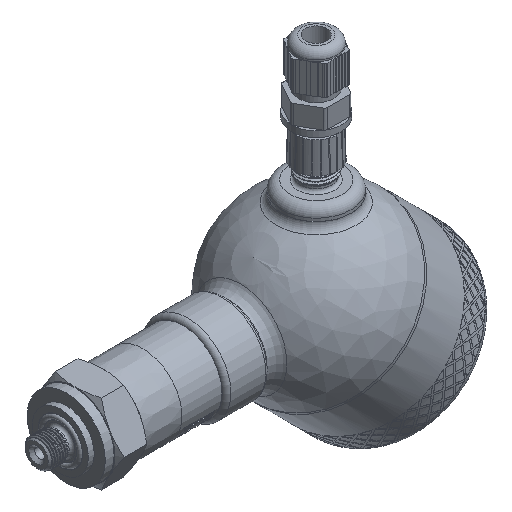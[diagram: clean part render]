
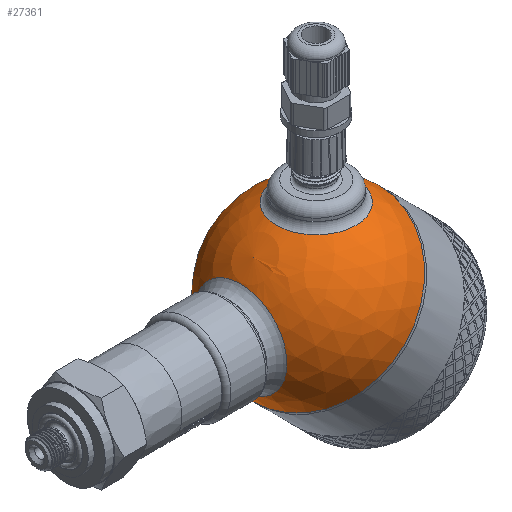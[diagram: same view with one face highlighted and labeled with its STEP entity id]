
A CAD part, isometric view. The second image highlights one B-rep face of the part: STEP entity #27361.
In plain terms, the highlighted spherical face has radius 30 mm.
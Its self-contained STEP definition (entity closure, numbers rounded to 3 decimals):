
#65=SPHERICAL_SURFACE('',#29041,30.);
#1095=FACE_BOUND('',#3846,.T.);
#1096=FACE_BOUND('',#3847,.T.);
#2099=FACE_OUTER_BOUND('',#3845,.T.);
#3845=EDGE_LOOP('',(#19777,#19778,#19779,#19780));
#3846=EDGE_LOOP('',(#19781));
#3847=EDGE_LOOP('',(#19782));
#5507=CIRCLE('',#28964,30.);
#5508=CIRCLE('',#28965,30.);
#5535=CIRCLE('',#29037,13.5);
#5538=CIRCLE('',#29042,30.);
#5539=CIRCLE('',#29043,15.643);
#10905=VERTEX_POINT('',#37755);
#10906=VERTEX_POINT('',#37757);
#11381=VERTEX_POINT('',#43819);
#11383=VERTEX_POINT('',#43826);
#11384=VERTEX_POINT('',#43828);
#13834=EDGE_CURVE('',#10905,#10906,#5507,.T.);
#13835=EDGE_CURVE('',#10906,#10905,#5508,.T.);
#14550=EDGE_CURVE('',#11381,#11381,#5535,.T.);
#14553=EDGE_CURVE('',#10906,#11383,#5538,.T.);
#14554=EDGE_CURVE('',#11384,#11384,#5539,.T.);
#19777=ORIENTED_EDGE('',*,*,#13835,.F.);
#19778=ORIENTED_EDGE('',*,*,#14553,.T.);
#19779=ORIENTED_EDGE('',*,*,#14553,.F.);
#19780=ORIENTED_EDGE('',*,*,#13834,.F.);
#19781=ORIENTED_EDGE('',*,*,#14554,.F.);
#19782=ORIENTED_EDGE('',*,*,#14550,.F.);
#27361=ADVANCED_FACE('',(#2099,#1095,#1096),#65,.T.);
#28964=AXIS2_PLACEMENT_3D('',#37758,#30500,#30501);
#28965=AXIS2_PLACEMENT_3D('',#37759,#30502,#30503);
#29037=AXIS2_PLACEMENT_3D('',#43820,#30898,#30899);
#29041=AXIS2_PLACEMENT_3D('',#43825,#30906,#30907);
#29042=AXIS2_PLACEMENT_3D('',#43827,#30908,#30909);
#29043=AXIS2_PLACEMENT_3D('',#43829,#30910,#30911);
#30500=DIRECTION('center_axis',(1.,0.,0.));
#30501=DIRECTION('ref_axis',(0.,1.,0.));
#30502=DIRECTION('center_axis',(1.,0.,0.));
#30503=DIRECTION('ref_axis',(0.,1.,0.));
#30898=DIRECTION('center_axis',(-0.707,0.,-0.707));
#30899=DIRECTION('ref_axis',(-0.707,0.,0.707));
#30906=DIRECTION('center_axis',(1.,0.,0.));
#30907=DIRECTION('ref_axis',(0.,-1.,0.));
#30908=DIRECTION('center_axis',(0.,0.,1.));
#30909=DIRECTION('ref_axis',(0.,1.,0.));
#30910=DIRECTION('center_axis',(-0.707,0.,0.707));
#30911=DIRECTION('ref_axis',(0.707,0.,0.707));
#37755=CARTESIAN_POINT('',(0.,-30.,0.));
#37757=CARTESIAN_POINT('',(0.,30.,0.));
#37758=CARTESIAN_POINT('Origin',(0.,0.,0.));
#37759=CARTESIAN_POINT('Origin',(0.,0.,0.));
#43819=CARTESIAN_POINT('',(-9.398,0.,-28.49));
#43820=CARTESIAN_POINT('Origin',(-18.944,0.,-18.944));
#43825=CARTESIAN_POINT('Origin',(0.,0.,0.));
#43826=CARTESIAN_POINT('',(-30.,0.,0.));
#43827=CARTESIAN_POINT('Origin',(0.,0.,0.));
#43828=CARTESIAN_POINT('',(-29.162,0.,7.04));
#43829=CARTESIAN_POINT('Origin',(-18.101,0.,18.101));
